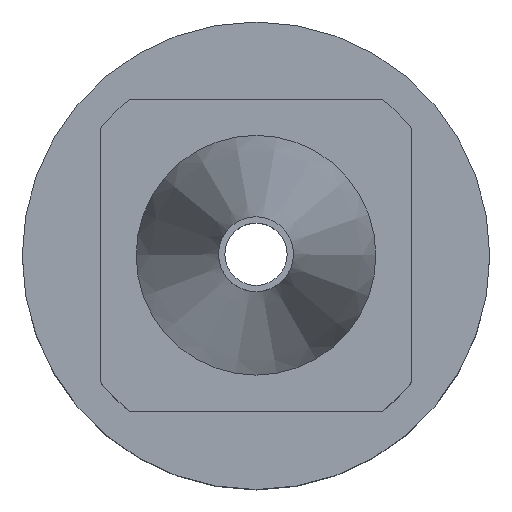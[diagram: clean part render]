
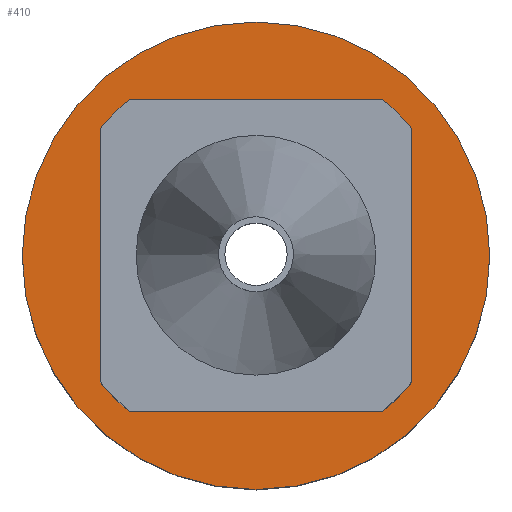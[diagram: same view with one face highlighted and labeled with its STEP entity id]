
A CAD part, top view. The second image highlights one B-rep face of the part: STEP entity #410.
In plain terms, the highlighted planar face has unit normal (0, 0, 1).
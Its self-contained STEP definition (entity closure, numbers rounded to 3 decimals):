
#28=LINE('',#583,#44);
#31=LINE('',#589,#47);
#34=LINE('',#595,#50);
#37=LINE('',#601,#53);
#44=VECTOR('',#488,1000.);
#47=VECTOR('',#493,1000.);
#50=VECTOR('',#498,1000.);
#53=VECTOR('',#503,1000.);
#79=ORIENTED_EDGE('',*,*,#143,.F.);
#80=ORIENTED_EDGE('',*,*,#142,.F.);
#81=ORIENTED_EDGE('',*,*,#144,.T.);
#82=ORIENTED_EDGE('',*,*,#139,.F.);
#83=ORIENTED_EDGE('',*,*,#145,.T.);
#84=ORIENTED_EDGE('',*,*,#136,.F.);
#85=ORIENTED_EDGE('',*,*,#146,.T.);
#86=ORIENTED_EDGE('',*,*,#133,.F.);
#87=ORIENTED_EDGE('',*,*,#147,.T.);
#133=EDGE_CURVE('',#166,#165,#28,.T.);
#136=EDGE_CURVE('',#168,#167,#31,.T.);
#139=EDGE_CURVE('',#170,#169,#34,.T.);
#142=EDGE_CURVE('',#172,#171,#37,.T.);
#143=EDGE_CURVE('',#173,#173,#187,.T.);
#144=EDGE_CURVE('',#172,#169,#188,.T.);
#145=EDGE_CURVE('',#170,#167,#189,.T.);
#146=EDGE_CURVE('',#168,#165,#190,.T.);
#147=EDGE_CURVE('',#166,#171,#191,.T.);
#165=VERTEX_POINT('',#580);
#166=VERTEX_POINT('',#582);
#167=VERTEX_POINT('',#586);
#168=VERTEX_POINT('',#588);
#169=VERTEX_POINT('',#592);
#170=VERTEX_POINT('',#594);
#171=VERTEX_POINT('',#598);
#172=VERTEX_POINT('',#600);
#173=VERTEX_POINT('',#604);
#187=CIRCLE('',#440,3.9);
#188=CIRCLE('',#441,3.35);
#189=CIRCLE('',#442,3.35);
#190=CIRCLE('',#443,3.35);
#191=CIRCLE('',#444,3.35);
#206=EDGE_LOOP('',(#79));
#207=EDGE_LOOP('',(#80,#81,#82,#83,#84,#85,#86,#87));
#236=FACE_BOUND('',#206,.T.);
#237=FACE_BOUND('',#207,.T.);
#265=PLANE('',#439);
#410=ADVANCED_FACE('',(#236,#237),#265,.F.);
#439=AXIS2_PLACEMENT_3D('',#602,#504,#505);
#440=AXIS2_PLACEMENT_3D('',#603,#506,#507);
#441=AXIS2_PLACEMENT_3D('',#605,#508,#509);
#442=AXIS2_PLACEMENT_3D('',#606,#510,#511);
#443=AXIS2_PLACEMENT_3D('',#607,#512,#513);
#444=AXIS2_PLACEMENT_3D('',#608,#514,#515);
#488=DIRECTION('',(0.,1.,0.));
#493=DIRECTION('',(-1.,0.,0.));
#498=DIRECTION('',(0.,-1.,0.));
#503=DIRECTION('',(1.,0.,0.));
#504=DIRECTION('',(0.,0.,-1.));
#505=DIRECTION('',(-1.,0.,0.));
#506=DIRECTION('',(0.,0.,-1.));
#507=DIRECTION('',(1.,0.,0.));
#508=DIRECTION('',(0.,0.,-1.));
#509=DIRECTION('',(-1.,0.,0.));
#510=DIRECTION('',(0.,0.,-1.));
#511=DIRECTION('',(-1.,0.,0.));
#512=DIRECTION('',(0.,0.,-1.));
#513=DIRECTION('',(-1.,0.,0.));
#514=DIRECTION('',(0.,0.,-1.));
#515=DIRECTION('',(-1.,0.,0.));
#580=CARTESIAN_POINT('',(2.6,2.112,4.2));
#582=CARTESIAN_POINT('',(2.6,-2.112,4.2));
#583=CARTESIAN_POINT('',(2.6,-2.6,4.2));
#586=CARTESIAN_POINT('',(-2.112,2.6,4.2));
#588=CARTESIAN_POINT('',(2.112,2.6,4.2));
#589=CARTESIAN_POINT('',(2.6,2.6,4.2));
#592=CARTESIAN_POINT('',(-2.6,-2.112,4.2));
#594=CARTESIAN_POINT('',(-2.6,2.112,4.2));
#595=CARTESIAN_POINT('',(-2.6,2.6,4.2));
#598=CARTESIAN_POINT('',(2.112,-2.6,4.2));
#600=CARTESIAN_POINT('',(-2.112,-2.6,4.2));
#601=CARTESIAN_POINT('',(-2.6,-2.6,4.2));
#602=CARTESIAN_POINT('',(0.,0.,4.2));
#603=CARTESIAN_POINT('',(0.,0.,4.2));
#604=CARTESIAN_POINT('',(3.9,0.,4.2));
#605=CARTESIAN_POINT('',(0.,0.,4.2));
#606=CARTESIAN_POINT('',(0.,0.,4.2));
#607=CARTESIAN_POINT('',(0.,0.,4.2));
#608=CARTESIAN_POINT('',(0.,0.,4.2));
